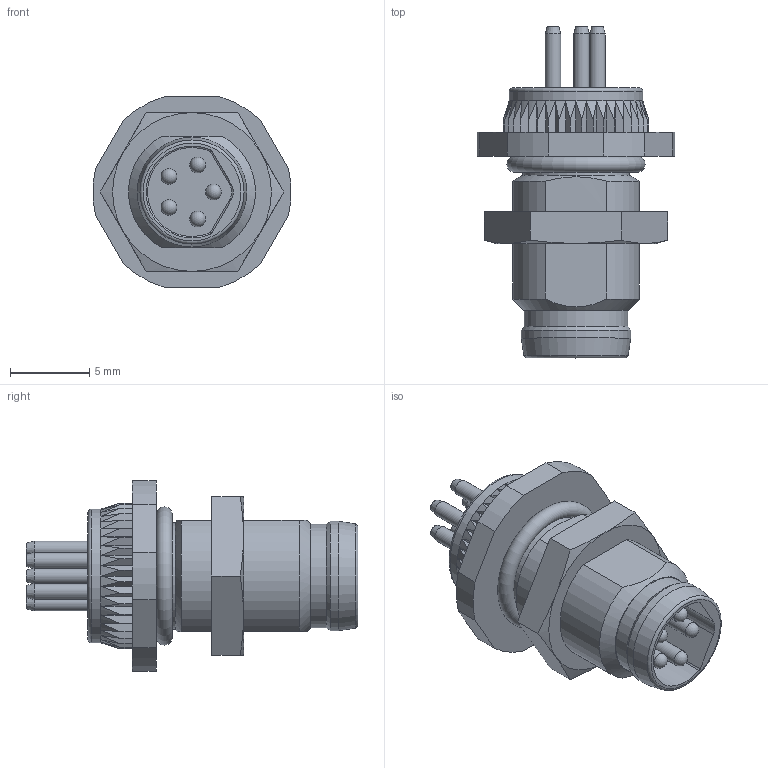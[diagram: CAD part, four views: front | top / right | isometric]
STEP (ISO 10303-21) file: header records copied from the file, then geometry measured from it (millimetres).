
FILE_DESCRIPTION(/* description */ (''),/* implementation_level */ '2;1');
FILE_NAME(/* name */ '5021583__Flanschstecker_assy_153382.stp',/* time_stamp */ '2016-11-21T11:07:30+01:00',/* author */ (''),/* organization */ (''),/* preprocessor_version */ 'ST-DEVELOPER v16',/* originating_system */ 'SIEMENS PLM Software NX 10.0',/* authorisation */ '');
FILE_SCHEMA (('AUTOMOTIVE_DESIGN { 1 0 10303 214 3 1 1 1 }'));
Length unit declared in the file: millimetre
Products named in the file (1): osen18E4658Ezbes
Bounding box: 12.46 x 20.9 x 12 mm (x, y, z)
Volume: 897.9 mm3; surface area: 1076 mm2
Topology: 2 solids, 2 shells, 170 faces, 449 edges, 287 vertices
Faces by surface type: plane 111, cylinder 30, cone 16, torus 6, sphere 5, bspline 2
Full cylindrical faces by diameter (mm): 1 x10, 6.5 x1, 6.7 x1, 6.9 x1, 8.4 x1
Entity records: 5036 total; most frequent: CARTESIAN_POINT 1166, ORIENTED_EDGE 796, DIRECTION 722, EDGE_CURVE 398, VERTEX_POINT 275, AXIS2_PLACEMENT_3D 251, LINE 220, VECTOR 220
